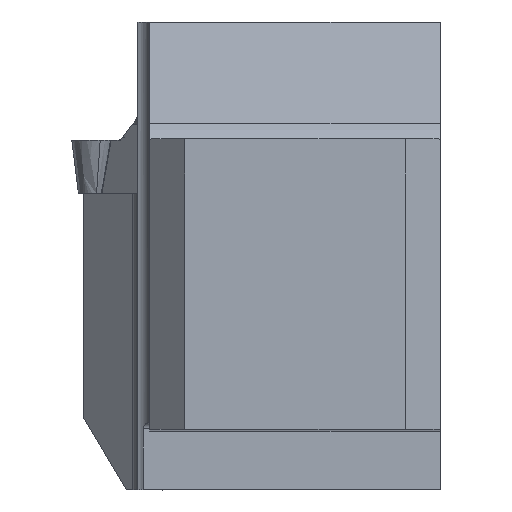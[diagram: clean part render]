
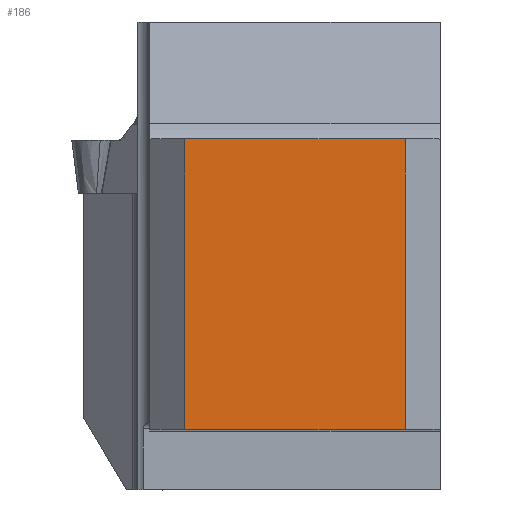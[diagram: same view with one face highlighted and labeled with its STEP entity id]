
A CAD part, top view. The second image highlights one B-rep face of the part: STEP entity #186.
In plain terms, the highlighted planar face has unit normal (0, 0, 1).
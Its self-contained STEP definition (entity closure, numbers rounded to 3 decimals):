
#186=ADVANCED_FACE('CU_BACK_SU1',(#286),#245,.F.);
#245=PLANE('',#1410);
#286=FACE_OUTER_BOUND('',#347,.T.);
#347=EDGE_LOOP('',(#520,#521,#522,#523));
#520=ORIENTED_EDGE('',*,*,#989,.F.);
#521=ORIENTED_EDGE('',*,*,#987,.T.);
#522=ORIENTED_EDGE('',*,*,#990,.T.);
#523=ORIENTED_EDGE('',*,*,#979,.F.);
#837=VERTEX_POINT('',#1893);
#838=VERTEX_POINT('',#1895);
#842=VERTEX_POINT('',#1923);
#843=VERTEX_POINT('',#1925);
#979=EDGE_CURVE('',#837,#838,#1153,.T.);
#987=EDGE_CURVE('',#843,#842,#1158,.T.);
#989=EDGE_CURVE('',#843,#837,#1160,.T.);
#990=EDGE_CURVE('',#842,#838,#1161,.T.);
#1153=LINE('',#1894,#1266);
#1158=LINE('',#1924,#1271);
#1160=LINE('',#1928,#1273);
#1161=LINE('',#1929,#1274);
#1266=VECTOR('',#1577,1.);
#1271=VECTOR('',#1590,1.);
#1273=VECTOR('',#1594,1.);
#1274=VECTOR('',#1595,1.);
#1410=AXIS2_PLACEMENT_3D('',#1930,#1596,#1597);
#1577=DIRECTION('',(1.,0.,0.));
#1590=DIRECTION('',(1.,0.,0.));
#1594=DIRECTION('',(0.,1.,0.));
#1595=DIRECTION('',(0.,1.,0.));
#1596=DIRECTION('',(0.,0.,-1.));
#1597=DIRECTION('',(-1.,0.,0.));
#1893=CARTESIAN_POINT('',(-21.925,24.925,0.));
#1894=CARTESIAN_POINT('',(-110.,24.925,0.));
#1895=CARTESIAN_POINT('',(-3.,24.925,0.));
#1923=CARTESIAN_POINT('',(-3.,0.,0.));
#1924=CARTESIAN_POINT('',(-110.,0.,0.));
#1925=CARTESIAN_POINT('',(-21.925,0.,0.));
#1928=CARTESIAN_POINT('',(-21.925,0.,0.));
#1929=CARTESIAN_POINT('',(-3.,0.,0.));
#1930=CARTESIAN_POINT('',(23.246,44.925,0.));
